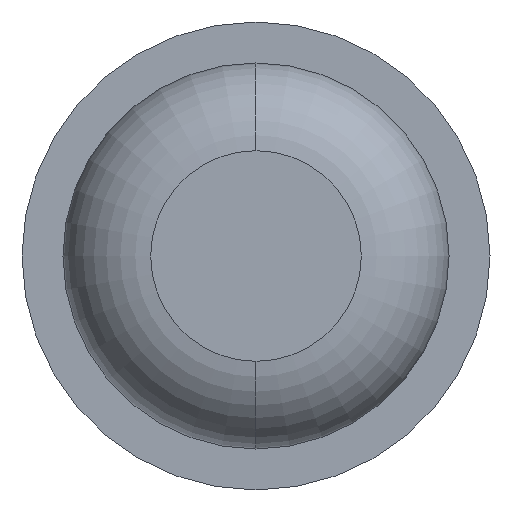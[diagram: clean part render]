
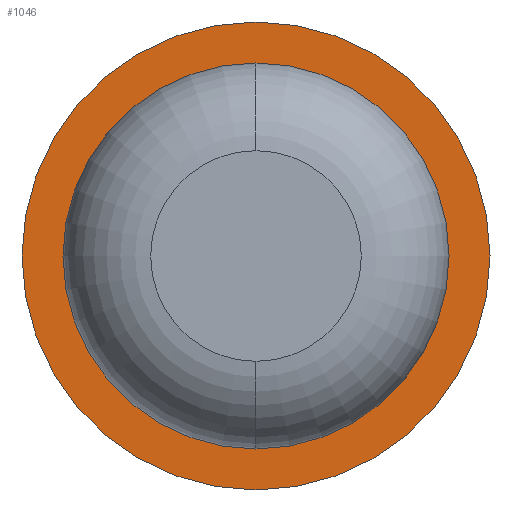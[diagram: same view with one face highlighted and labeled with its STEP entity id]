
A CAD part, front view. The second image highlights one B-rep face of the part: STEP entity #1046.
In plain terms, the highlighted planar face has unit normal (0, -1, 0).
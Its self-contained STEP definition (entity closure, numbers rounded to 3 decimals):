
#81 = DIRECTION ( 'NONE',  ( -1., 0., 0. ) ) ;
#284 = PLANE ( 'NONE',  #2456 ) ;
#361 = AXIS2_PLACEMENT_3D ( 'NONE', #2973, #4015, #980 ) ;
#363 = CIRCLE ( 'NONE', #1485, 0.825 ) ;
#490 = DIRECTION ( 'NONE',  ( -1., 0., 0. ) ) ;
#494 = FACE_BOUND ( 'NONE', #4014, .T. ) ;
#611 = CARTESIAN_POINT ( 'NONE',  ( 0., -8., 0. ) ) ;
#622 = CARTESIAN_POINT ( 'NONE',  ( 0.825, -8., 0. ) ) ;
#935 = DIRECTION ( 'NONE',  ( -1., 0., 0. ) ) ;
#980 = DIRECTION ( 'NONE',  ( -1., 0., 0. ) ) ;
#1046 = ADVANCED_FACE ( 'Defeature ausgef�hrt1_5', ( #2246, #494 ), #284, .F. ) ;
#1058 = CARTESIAN_POINT ( 'NONE',  ( 0., -8., 0. ) ) ;
#1147 = CARTESIAN_POINT ( 'NONE',  ( 0., -8., -0.825 ) ) ;
#1368 = CARTESIAN_POINT ( 'NONE',  ( 0., -8., 0.825 ) ) ;
#1485 = AXIS2_PLACEMENT_3D ( 'NONE', #2810, #2489, #490 ) ;
#1849 = CIRCLE ( 'NONE', #361, 1. ) ;
#1917 = DIRECTION ( 'NONE',  ( 0., 1., 0. ) ) ;
#2246 = FACE_OUTER_BOUND ( 'NONE', #3857, .T. ) ;
#2271 = DIRECTION ( 'NONE',  ( -1., 0., 0. ) ) ;
#2330 = EDGE_CURVE ( 'Defeature ausgef�hrt1_6+Defeature ausgef�hrt1_5+Defeature ausgef�hrt1_5+Defeature ausgef�hrt1_5', #3481, #2964, #4033, .T. ) ;
#2341 = VERTEX_POINT ( 'NONE', #1368 ) ;
#2383 = EDGE_CURVE ( 'Defeature ausgef�hrt1_5+Defeature ausgef�hrt1_0+Defeature ausgef�hrt1_0+Defeature ausgef�hrt1_0', #3546, #2341, #363, .T. ) ;
#2456 = AXIS2_PLACEMENT_3D ( 'NONE', #622, #2921, #2271 ) ;
#2489 = DIRECTION ( 'NONE',  ( 0., 1., 0. ) ) ;
#2610 = EDGE_CURVE ( 'Defeature ausgef�hrt1_5+Defeature ausgef�hrt1_0+Defeature ausgef�hrt1_0+Defeature ausgef�hrt1_0', #2341, #3546, #2629, .T. ) ;
#2629 = CIRCLE ( 'NONE', #4176, 0.825 ) ;
#2770 = CARTESIAN_POINT ( 'NONE',  ( -1., -8., 0. ) ) ;
#2810 = CARTESIAN_POINT ( 'NONE',  ( 0., -8., 0. ) ) ;
#2921 = DIRECTION ( 'NONE',  ( 0., 1., 0. ) ) ;
#2964 = VERTEX_POINT ( 'NONE', #3475 ) ;
#2973 = CARTESIAN_POINT ( 'NONE',  ( 0., -8., 0. ) ) ;
#3044 = ORIENTED_EDGE ( 'NONE', *, *, #2610, .T. ) ;
#3209 = ORIENTED_EDGE ( 'NONE', *, *, #2330, .F. ) ;
#3296 = ORIENTED_EDGE ( 'NONE', *, *, #2383, .T. ) ;
#3308 = AXIS2_PLACEMENT_3D ( 'NONE', #1058, #3403, #81 ) ;
#3403 = DIRECTION ( 'NONE',  ( 0., 1., 0. ) ) ;
#3475 = CARTESIAN_POINT ( 'NONE',  ( 1., -8., 0. ) ) ;
#3481 = VERTEX_POINT ( 'NONE', #2770 ) ;
#3546 = VERTEX_POINT ( 'NONE', #1147 ) ;
#3857 = EDGE_LOOP ( 'NONE', ( #3209, #4239 ) ) ;
#3911 = EDGE_CURVE ( 'Defeature ausgef�hrt1_6+Defeature ausgef�hrt1_5+Defeature ausgef�hrt1_5+Defeature ausgef�hrt1_5', #2964, #3481, #1849, .T. ) ;
#4014 = EDGE_LOOP ( 'NONE', ( #3044, #3296 ) ) ;
#4015 = DIRECTION ( 'NONE',  ( 0., 1., 0. ) ) ;
#4033 = CIRCLE ( 'NONE', #3308, 1. ) ;
#4176 = AXIS2_PLACEMENT_3D ( 'NONE', #611, #1917, #935 ) ;
#4239 = ORIENTED_EDGE ( 'NONE', *, *, #3911, .F. ) ;
